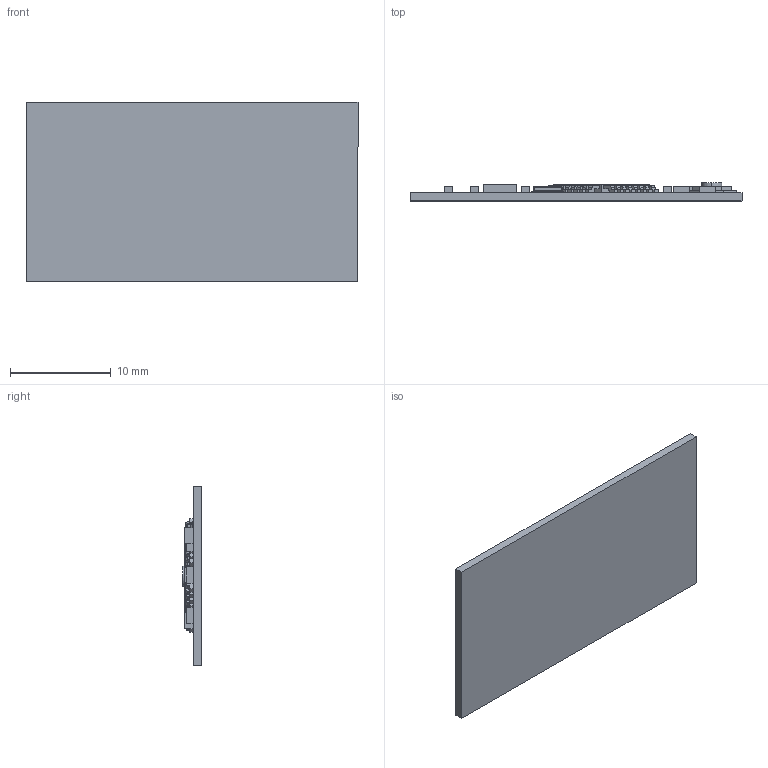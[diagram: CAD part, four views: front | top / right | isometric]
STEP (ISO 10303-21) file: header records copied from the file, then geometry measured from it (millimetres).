
FILE_DESCRIPTION (( 'STEP AP214' ), '1' );
FILE_NAME ('User Library-arduino pro mini.STEP', '2016-01-16T19:48:43', ( 'Windows User' ), ( '' ), 'SwSTEP 2.0', 'SolidWorks 2016', '' );
FILE_SCHEMA (( 'AUTOMOTIVE_DESIGN' ));
Length unit declared in the file: millimetre
Products named in the file (1): User Library-arduino pro mini
Bounding box: 33 x 1.8 x 17.8 mm (x, y, z)
Volume: 547.7 mm3; surface area: 1410.9 mm2
Topology: 1 solids, 1 shells, 449 faces, 1266 edges, 828 vertices
Faces by surface type: plane 323, cylinder 114, sphere 8, torus 4
Entity records: 19070 total; most frequent: CARTESIAN_POINT 2536, ORIENTED_EDGE 2516, DIRECTION 2394, EDGE_CURVE 1258, LINE 1022, VECTOR 1022, VERTEX_POINT 828, AXIS2_PLACEMENT_3D 686
